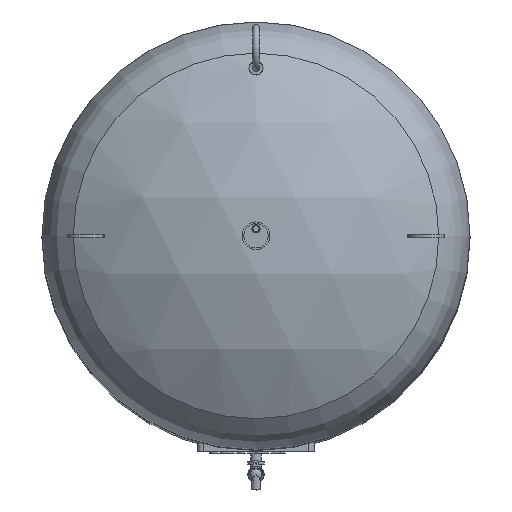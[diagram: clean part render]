
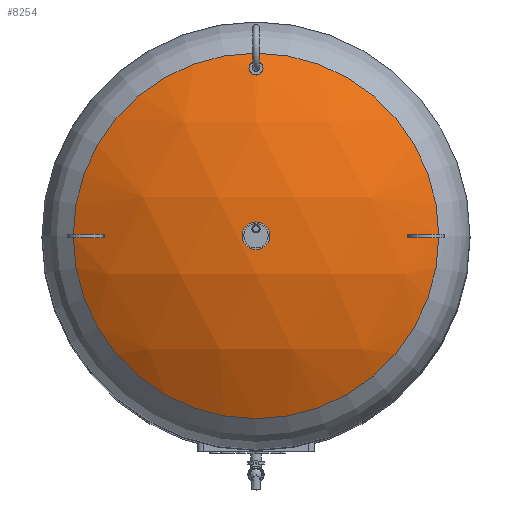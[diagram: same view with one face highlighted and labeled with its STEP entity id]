
A CAD part, top view. The second image highlights one B-rep face of the part: STEP entity #8254.
In plain terms, the highlighted spherical face has radius 594 mm.
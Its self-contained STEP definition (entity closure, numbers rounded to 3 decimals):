
#45=SPHERICAL_SURFACE($,#9101,594.);
#61=B_SPLINE_CURVE_WITH_KNOTS($,3,(#13476,#13477,#13478,#13479,#13480,#13481,
#13482,#13483,#13484,#13485,#13486,#13487,#13488,#13489,#13490,#13491,#13492,
#13493,#13494,#13495,#13496,#13497,#13498,#13499,#13500,#13501,#13502,#13503,
#13504,#13505,#13506,#13507,#13508,#13509,#13510,#13511,#13512,#13513,#13514,
#13515,#13516,#13517,#13518,#13519,#13520,#13521,#13522,#13523,#13524,#13525,
#13526,#13527,#13528,#13529,#13530,#13531,#13532,#13533,#13534,#13535,#13536,
#13537,#13538,#13539,#13540,#13541),.UNSPECIFIED.,.T.,.F.,(4,2,2,2,2,2,
2,2,2,2,2,2,2,2,2,2,2,2,2,2,2,2,2,2,2,2,2,2,2,2,2,2,4),(0.,1.994,
3.987,5.981,7.974,10.293,12.612,
14.931,17.25,19.564,21.878,24.192,
26.506,28.499,30.492,32.484,34.477,
36.47,38.463,40.456,42.449,44.763,
47.077,49.391,51.705,54.024,56.343,
58.662,60.981,62.974,64.968,66.961,
68.955),.UNSPECIFIED.);
#373=FACE_BOUND($,#1714,.T.);
#650=CIRCLE($,#9102,315.931);
#1112=FACE_OUTER_BOUND($,#1713,.T.);
#1713=EDGE_LOOP($,(#6523));
#1714=EDGE_LOOP($,(#6524));
#3882=VERTEX_POINT($,#13475);
#3883=VERTEX_POINT($,#13544);
#4832=EDGE_CURVE($,#3882,#3882,#61,.T.);
#4833=EDGE_CURVE($,#3883,#3883,#650,.T.);
#6523=ORIENTED_EDGE($,*,*,#4833,.F.);
#6524=ORIENTED_EDGE($,*,*,#4832,.T.);
#8254=ADVANCED_FACE($,(#1112,#373),#45,.T.);
#9101=AXIS2_PLACEMENT_3D($,#13543,#10865,#10866);
#9102=AXIS2_PLACEMENT_3D($,#13545,#10867,#10868);
#10865=DIRECTION('center_axis',(0.,-1.,0.));
#10866=DIRECTION('ref_axis',(-1.,0.,0.));
#10867=DIRECTION('center_axis',(0.,0.,
-1.));
#10868=DIRECTION('ref_axis',(1.,0.,0.));
#13475=CARTESIAN_POINT('',(0.,300.65,2530.294));
#13476=CARTESIAN_POINT('Ctrl Pts',(0.,300.65,2530.294));
#13477=CARTESIAN_POINT('Ctrl Pts',(0.665,300.65,2530.294));
#13478=CARTESIAN_POINT('Ctrl Pts',(1.348,300.587,2530.33));
#13479=CARTESIAN_POINT('Ctrl Pts',(2.7,300.325,2530.478));
#13480=CARTESIAN_POINT('Ctrl Pts',(3.368,300.127,2530.591));
#13481=CARTESIAN_POINT('Ctrl Pts',(4.642,299.61,2530.883));
#13482=CARTESIAN_POINT('Ctrl Pts',(5.249,299.29,2531.063));
#13483=CARTESIAN_POINT('Ctrl Pts',(6.366,298.564,2531.474));
#13484=CARTESIAN_POINT('Ctrl Pts',(6.875,298.157,2531.704));
#13485=CARTESIAN_POINT('Ctrl Pts',(7.848,297.235,2532.224));
#13486=CARTESIAN_POINT('Ctrl Pts',(8.329,296.677,2532.538));
#13487=CARTESIAN_POINT('Ctrl Pts',(9.168,295.47,2533.219));
#13488=CARTESIAN_POINT('Ctrl Pts',(9.525,294.82,2533.584));
#13489=CARTESIAN_POINT('Ctrl Pts',(10.095,293.472,2534.342));
#13490=CARTESIAN_POINT('Ctrl Pts',(10.307,292.773,2534.734));
#13491=CARTESIAN_POINT('Ctrl Pts',(10.585,291.375,2535.519));
#13492=CARTESIAN_POINT('Ctrl Pts',(10.65,290.675,2535.911));
#13493=CARTESIAN_POINT('Ctrl Pts',(10.65,289.327,2536.665));
#13494=CARTESIAN_POINT('Ctrl Pts',(10.585,288.628,2537.055));
#13495=CARTESIAN_POINT('Ctrl Pts',(10.308,287.231,2537.836));
#13496=CARTESIAN_POINT('Ctrl Pts',(10.096,286.532,2538.225));
#13497=CARTESIAN_POINT('Ctrl Pts',(9.527,285.185,2538.976));
#13498=CARTESIAN_POINT('Ctrl Pts',(9.17,284.535,2539.337));
#13499=CARTESIAN_POINT('Ctrl Pts',(8.333,283.327,2540.009));
#13500=CARTESIAN_POINT('Ctrl Pts',(7.852,282.769,2540.319));
#13501=CARTESIAN_POINT('Ctrl Pts',(6.879,281.846,2540.831));
#13502=CARTESIAN_POINT('Ctrl Pts',(6.369,281.438,2541.057));
#13503=CARTESIAN_POINT('Ctrl Pts',(5.251,280.71,2541.46));
#13504=CARTESIAN_POINT('Ctrl Pts',(4.643,280.391,2541.637));
#13505=CARTESIAN_POINT('Ctrl Pts',(3.369,279.873,2541.924));
#13506=CARTESIAN_POINT('Ctrl Pts',(2.7,279.675,2542.034));
#13507=CARTESIAN_POINT('Ctrl Pts',(1.348,279.413,2542.178));
#13508=CARTESIAN_POINT('Ctrl Pts',(0.664,279.35,2542.213));
#13509=CARTESIAN_POINT('Ctrl Pts',(-0.664,279.35,2542.213));
#13510=CARTESIAN_POINT('Ctrl Pts',(-1.348,279.413,2542.178));
#13511=CARTESIAN_POINT('Ctrl Pts',(-2.7,279.675,2542.034));
#13512=CARTESIAN_POINT('Ctrl Pts',(-3.369,279.873,2541.924));
#13513=CARTESIAN_POINT('Ctrl Pts',(-4.643,280.391,2541.637));
#13514=CARTESIAN_POINT('Ctrl Pts',(-5.251,280.71,2541.46));
#13515=CARTESIAN_POINT('Ctrl Pts',(-6.369,281.438,2541.057));
#13516=CARTESIAN_POINT('Ctrl Pts',(-6.879,281.846,2540.831));
#13517=CARTESIAN_POINT('Ctrl Pts',(-7.852,282.769,2540.319));
#13518=CARTESIAN_POINT('Ctrl Pts',(-8.333,283.327,2540.009));
#13519=CARTESIAN_POINT('Ctrl Pts',(-9.17,284.535,2539.337));
#13520=CARTESIAN_POINT('Ctrl Pts',(-9.527,285.185,2538.976));
#13521=CARTESIAN_POINT('Ctrl Pts',(-10.096,286.532,2538.225));
#13522=CARTESIAN_POINT('Ctrl Pts',(-10.308,287.231,2537.836));
#13523=CARTESIAN_POINT('Ctrl Pts',(-10.585,288.628,2537.055));
#13524=CARTESIAN_POINT('Ctrl Pts',(-10.65,289.327,2536.665));
#13525=CARTESIAN_POINT('Ctrl Pts',(-10.65,290.675,2535.911));
#13526=CARTESIAN_POINT('Ctrl Pts',(-10.585,291.375,2535.519));
#13527=CARTESIAN_POINT('Ctrl Pts',(-10.307,292.773,2534.734));
#13528=CARTESIAN_POINT('Ctrl Pts',(-10.095,293.472,2534.342));
#13529=CARTESIAN_POINT('Ctrl Pts',(-9.525,294.82,2533.584));
#13530=CARTESIAN_POINT('Ctrl Pts',(-9.168,295.47,2533.219));
#13531=CARTESIAN_POINT('Ctrl Pts',(-8.329,296.677,2532.538));
#13532=CARTESIAN_POINT('Ctrl Pts',(-7.848,297.235,2532.224));
#13533=CARTESIAN_POINT('Ctrl Pts',(-6.875,298.157,2531.704));
#13534=CARTESIAN_POINT('Ctrl Pts',(-6.366,298.564,2531.474));
#13535=CARTESIAN_POINT('Ctrl Pts',(-5.249,299.29,2531.063));
#13536=CARTESIAN_POINT('Ctrl Pts',(-4.642,299.61,2530.883));
#13537=CARTESIAN_POINT('Ctrl Pts',(-3.368,300.127,2530.591));
#13538=CARTESIAN_POINT('Ctrl Pts',(-2.7,300.325,2530.478));
#13539=CARTESIAN_POINT('Ctrl Pts',(-1.348,300.587,2530.33));
#13540=CARTESIAN_POINT('Ctrl Pts',(-0.665,300.65,2530.294));
#13541=CARTESIAN_POINT('Ctrl Pts',(0.,300.65,2530.294));
#13543=CARTESIAN_POINT('Origin',(0.,0.,
2018.));
#13544=CARTESIAN_POINT('',(315.931,0.,2521.014));
#13545=CARTESIAN_POINT('Origin',(0.,0.,
2521.014));
